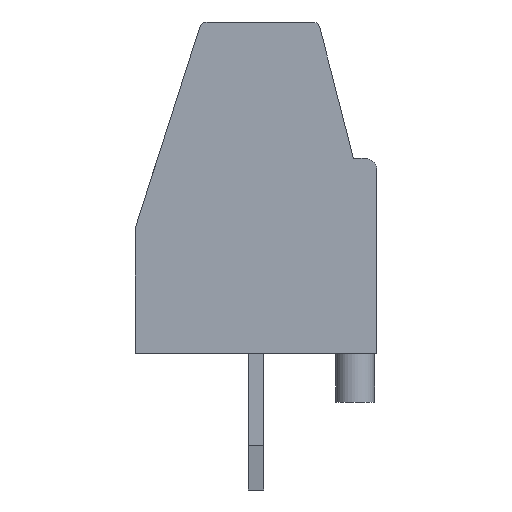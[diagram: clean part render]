
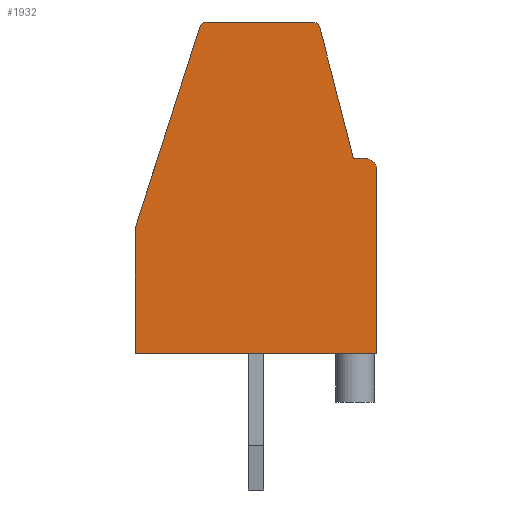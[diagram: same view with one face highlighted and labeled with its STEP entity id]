
A CAD part, left-side view. The second image highlights one B-rep face of the part: STEP entity #1932.
In plain terms, the highlighted planar face has unit normal (-1, 0, 0).
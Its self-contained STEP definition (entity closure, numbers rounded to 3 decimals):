
#654 = EDGE_CURVE('',#655,#657,#659,.T.);
#655 = VERTEX_POINT('',#656);
#656 = CARTESIAN_POINT('',(-2.77,-3.1,0.));
#657 = VERTEX_POINT('',#658);
#658 = CARTESIAN_POINT('',(-2.77,3.1,0.));
#659 = LINE('',#660,#661);
#660 = CARTESIAN_POINT('',(-2.77,-3.1,0.));
#661 = VECTOR('',#662,1.);
#662 = DIRECTION('',(0.,1.,0.));
#1932 = ADVANCED_FACE('',(#1933),#2009,.F.);
#1933 = FACE_BOUND('',#1934,.T.);
#1934 = EDGE_LOOP('',(#1935,#1943,#1952,#1960,#1968,#1977,#1985,#1994,
    #2002,#2008));
#1935 = ORIENTED_EDGE('',*,*,#1936,.F.);
#1936 = EDGE_CURVE('',#1937,#655,#1939,.T.);
#1937 = VERTEX_POINT('',#1938);
#1938 = CARTESIAN_POINT('',(-2.77,-3.1,4.7));
#1939 = LINE('',#1940,#1941);
#1940 = CARTESIAN_POINT('',(-2.77,-3.1,4.7));
#1941 = VECTOR('',#1942,1.);
#1942 = DIRECTION('',(0.,0.,-1.));
#1943 = ORIENTED_EDGE('',*,*,#1944,.F.);
#1944 = EDGE_CURVE('',#1945,#1937,#1947,.T.);
#1945 = VERTEX_POINT('',#1946);
#1946 = CARTESIAN_POINT('',(-2.77,-2.8,5.));
#1947 = CIRCLE('',#1948,0.3);
#1948 = AXIS2_PLACEMENT_3D('',#1949,#1950,#1951);
#1949 = CARTESIAN_POINT('',(-2.77,-2.8,4.7));
#1950 = DIRECTION('',(1.,-0.,0.));
#1951 = DIRECTION('',(0.,1.,0.));
#1952 = ORIENTED_EDGE('',*,*,#1953,.F.);
#1953 = EDGE_CURVE('',#1954,#1945,#1956,.T.);
#1954 = VERTEX_POINT('',#1955);
#1955 = CARTESIAN_POINT('',(-2.77,-2.5,5.));
#1956 = LINE('',#1957,#1958);
#1957 = CARTESIAN_POINT('',(-2.77,-2.5,5.));
#1958 = VECTOR('',#1959,1.);
#1959 = DIRECTION('',(0.,-1.,0.));
#1960 = ORIENTED_EDGE('',*,*,#1961,.F.);
#1961 = EDGE_CURVE('',#1962,#1954,#1964,.T.);
#1962 = VERTEX_POINT('',#1963);
#1963 = CARTESIAN_POINT('',(-2.77,-1.639,8.35));
#1964 = LINE('',#1965,#1966);
#1965 = CARTESIAN_POINT('',(-2.77,-1.639,8.35));
#1966 = VECTOR('',#1967,1.);
#1967 = DIRECTION('',(0.,-0.249,-0.968));
#1968 = ORIENTED_EDGE('',*,*,#1969,.F.);
#1969 = EDGE_CURVE('',#1970,#1962,#1972,.T.);
#1970 = VERTEX_POINT('',#1971);
#1971 = CARTESIAN_POINT('',(-2.77,-1.445,8.5));
#1972 = CIRCLE('',#1973,0.2);
#1973 = AXIS2_PLACEMENT_3D('',#1974,#1975,#1976);
#1974 = CARTESIAN_POINT('',(-2.77,-1.445,8.3));
#1975 = DIRECTION('',(1.,-0.,0.));
#1976 = DIRECTION('',(0.,1.,0.));
#1977 = ORIENTED_EDGE('',*,*,#1978,.F.);
#1978 = EDGE_CURVE('',#1979,#1970,#1981,.T.);
#1979 = VERTEX_POINT('',#1980);
#1980 = CARTESIAN_POINT('',(-2.77,1.254,8.5));
#1981 = LINE('',#1982,#1983);
#1982 = CARTESIAN_POINT('',(-2.77,1.254,8.5));
#1983 = VECTOR('',#1984,1.);
#1984 = DIRECTION('',(0.,-1.,0.));
#1985 = ORIENTED_EDGE('',*,*,#1986,.F.);
#1986 = EDGE_CURVE('',#1987,#1979,#1989,.T.);
#1987 = VERTEX_POINT('',#1988);
#1988 = CARTESIAN_POINT('',(-2.77,1.445,8.361));
#1989 = CIRCLE('',#1990,0.2);
#1990 = AXIS2_PLACEMENT_3D('',#1991,#1992,#1993);
#1991 = CARTESIAN_POINT('',(-2.77,1.254,8.3));
#1992 = DIRECTION('',(1.,-0.,0.));
#1993 = DIRECTION('',(0.,1.,0.));
#1994 = ORIENTED_EDGE('',*,*,#1995,.F.);
#1995 = EDGE_CURVE('',#1996,#1987,#1998,.T.);
#1996 = VERTEX_POINT('',#1997);
#1997 = CARTESIAN_POINT('',(-2.77,3.1,3.2));
#1998 = LINE('',#1999,#2000);
#1999 = CARTESIAN_POINT('',(-2.77,3.1,3.2));
#2000 = VECTOR('',#2001,1.);
#2001 = DIRECTION('',(0.,-0.305,0.952));
#2002 = ORIENTED_EDGE('',*,*,#2003,.F.);
#2003 = EDGE_CURVE('',#657,#1996,#2004,.T.);
#2004 = LINE('',#2005,#2006);
#2005 = CARTESIAN_POINT('',(-2.77,3.1,0.));
#2006 = VECTOR('',#2007,1.);
#2007 = DIRECTION('',(0.,0.,1.));
#2008 = ORIENTED_EDGE('',*,*,#654,.F.);
#2009 = PLANE('',#2010);
#2010 = AXIS2_PLACEMENT_3D('',#2011,#2012,#2013);
#2011 = CARTESIAN_POINT('',(-2.77,1.254,8.3));
#2012 = DIRECTION('',(1.,0.,0.));
#2013 = DIRECTION('',(0.,1.,0.));
